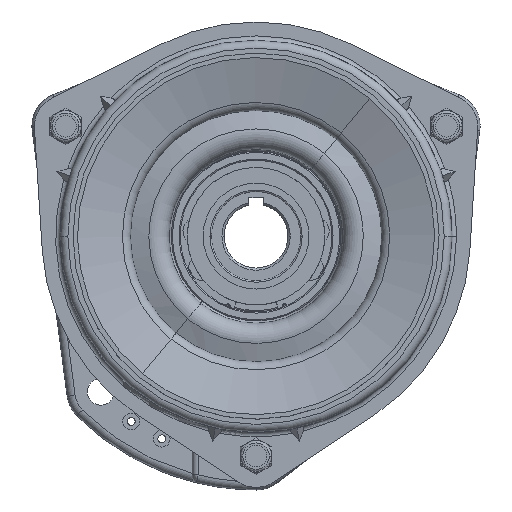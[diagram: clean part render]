
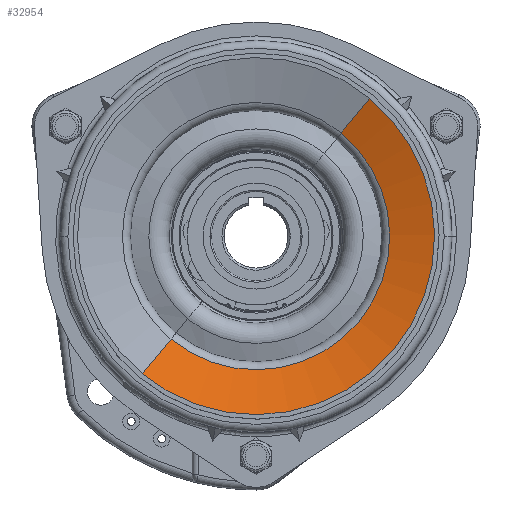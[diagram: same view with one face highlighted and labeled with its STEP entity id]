
A CAD part, top view. The second image highlights one B-rep face of the part: STEP entity #32954.
In plain terms, the highlighted conical face has half-angle 73 degrees and reference radius 80 mm.
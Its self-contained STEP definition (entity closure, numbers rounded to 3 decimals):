
#1860 = DIRECTION ( 'NONE',  ( 0., 0., 1. ) ) ;
#2363 = CARTESIAN_POINT ( 'NONE',  ( 50.909, 61.712, 67.267 ) ) ;
#2640 = VERTEX_POINT ( 'NONE', #29662 ) ;
#2712 = DIRECTION ( 'NONE',  ( -0.609, -0.738, 0.292 ) ) ;
#4921 = CARTESIAN_POINT ( 'NONE',  ( -38.096, -46.18, 61.112 ) ) ;
#5268 = DIRECTION ( 'NONE',  ( 0.609, 0.738, 0.292 ) ) ;
#5307 = CONICAL_SURFACE ( 'NONE', #6529, 80., 1.274 ) ;
#5412 = CIRCLE ( 'NONE', #25836, 80. ) ;
#6288 = DIRECTION ( 'NONE',  ( -0.636, -0.771, 0. ) ) ;
#6529 = AXIS2_PLACEMENT_3D ( 'NONE', #22103, #1860, #28132 ) ;
#7959 = ORIENTED_EDGE ( 'NONE', *, *, #18620, .T. ) ;
#8894 = VERTEX_POINT ( 'NONE', #4921 ) ;
#9574 = ORIENTED_EDGE ( 'NONE', *, *, #25619, .F. ) ;
#11886 = VECTOR ( 'NONE', #5268, 1000. ) ;
#13976 = FACE_OUTER_BOUND ( 'NONE', #36882, .T. ) ;
#14069 = CARTESIAN_POINT ( 'NONE',  ( 0., 0., 67.267 ) ) ;
#14281 = CARTESIAN_POINT ( 'NONE',  ( -50.909, -61.712, 67.267 ) ) ;
#17014 = DIRECTION ( 'NONE',  ( -0.636, -0.771, 0. ) ) ;
#17056 = AXIS2_PLACEMENT_3D ( 'NONE', #23747, #37445, #6288 ) ;
#18620 = EDGE_CURVE ( 'NONE', #21780, #8894, #28598, .T. ) ;
#20192 = CARTESIAN_POINT ( 'NONE',  ( 38.096, 46.18, 61.112 ) ) ;
#21156 = ORIENTED_EDGE ( 'NONE', *, *, #27100, .F. ) ;
#21476 = LINE ( 'NONE', #2363, #11886 ) ;
#21780 = VERTEX_POINT ( 'NONE', #20192 ) ;
#22024 = VERTEX_POINT ( 'NONE', #24415 ) ;
#22103 = CARTESIAN_POINT ( 'NONE',  ( 0., 0., 67.267 ) ) ;
#23747 = CARTESIAN_POINT ( 'NONE',  ( 0., 0., 61.112 ) ) ;
#24415 = CARTESIAN_POINT ( 'NONE',  ( 50.909, 61.712, 67.267 ) ) ;
#25619 = EDGE_CURVE ( 'NONE', #21780, #22024, #21476, .T. ) ;
#25836 = AXIS2_PLACEMENT_3D ( 'NONE', #14069, #34534, #17014 ) ;
#27100 = EDGE_CURVE ( 'NONE', #22024, #2640, #5412, .T. ) ;
#28132 = DIRECTION ( 'NONE',  ( 0.636, 0.771, 0. ) ) ;
#28598 = CIRCLE ( 'NONE', #17056, 59.866 ) ;
#29416 = VECTOR ( 'NONE', #2712, 1000. ) ;
#29662 = CARTESIAN_POINT ( 'NONE',  ( -50.909, -61.712, 67.267 ) ) ;
#31361 = ORIENTED_EDGE ( 'NONE', *, *, #34583, .T. ) ;
#32954 = ADVANCED_FACE ( 'NONE', ( #13976 ), #5307, .F. ) ;
#34534 = DIRECTION ( 'NONE',  ( 0., 0., -1. ) ) ;
#34583 = EDGE_CURVE ( 'NONE', #8894, #2640, #37192, .T. ) ;
#36882 = EDGE_LOOP ( 'NONE', ( #7959, #31361, #21156, #9574 ) ) ;
#37192 = LINE ( 'NONE', #14281, #29416 ) ;
#37445 = DIRECTION ( 'NONE',  ( 0., 0., -1. ) ) ;
